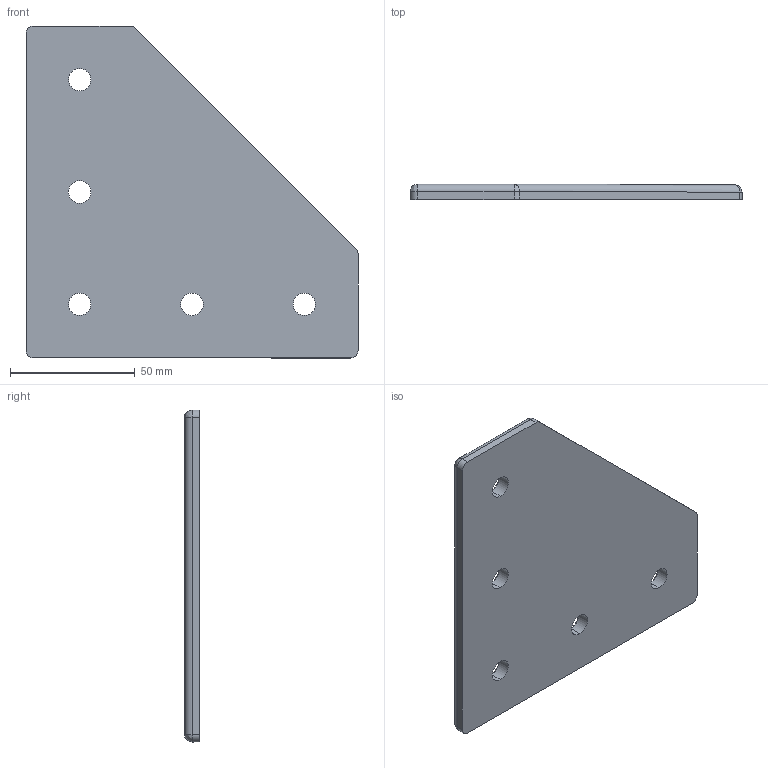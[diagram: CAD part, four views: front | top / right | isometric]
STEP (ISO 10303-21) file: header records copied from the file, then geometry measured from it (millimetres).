
FILE_DESCRIPTION (( 'STEP AP214' ), '1' );
FILE_NAME ('FIXE00H1664-Plaque de connexion LV1 135x135.step', '2023-03-24T09:54:17', ( 'Altae' ), ( '' ), 'SwSTEP 2.0', 'SolidWorks 2021', '' );
FILE_SCHEMA (( 'AUTOMOTIVE_DESIGN' ));
Length unit declared in the file: millimetre
Products named in the file (1): FIXE00H1664-Plaque de connexion LV1 135x135
Bounding box: 133 x 6 x 133 mm (x, y, z)
Volume: 78902.9 mm3; surface area: 29636.5 mm2
Topology: 1 solids, 1 shells, 42 faces, 103 edges, 59 vertices
Faces by surface type: cylinder 20, cone 10, plane 7, bspline 5
Entity records: 1318 total; most frequent: CARTESIAN_POINT 276, DIRECTION 229, ORIENTED_EDGE 198, EDGE_CURVE 99, AXIS2_PLACEMENT_3D 92, VERTEX_POINT 59, CIRCLE 54, EDGE_LOOP 52
